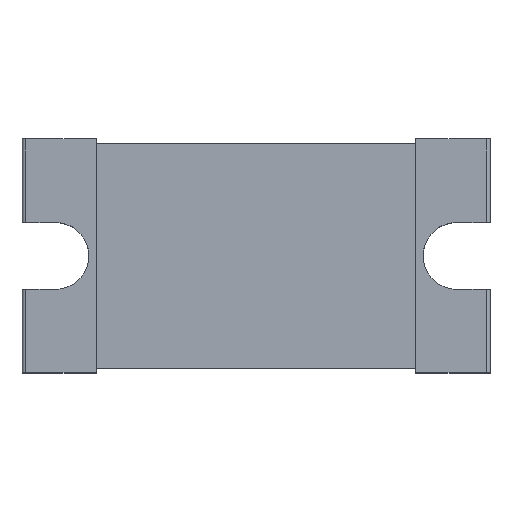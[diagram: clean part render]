
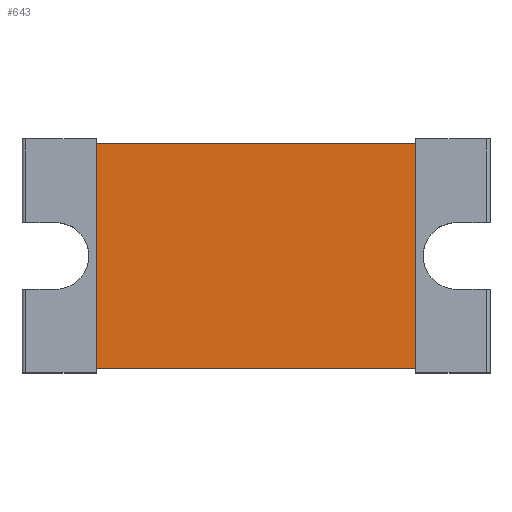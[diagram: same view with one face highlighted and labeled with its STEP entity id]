
A CAD part, top view. The second image highlights one B-rep face of the part: STEP entity #643.
In plain terms, the highlighted planar face has unit normal (0, 0, 1).
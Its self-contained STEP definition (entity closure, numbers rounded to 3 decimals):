
#37=PLANE($,#710);
#73=FACE_OUTER_BOUND($,#109,.T.);
#109=EDGE_LOOP($,(#589,#590,#591,#592));
#170=LINE($,#1074,#236);
#173=LINE($,#1080,#239);
#175=LINE($,#1083,#241);
#176=LINE($,#1085,#242);
#236=VECTOR($,#885,2.184);
#239=VECTOR($,#890,2.184);
#241=VECTOR($,#894,1.54);
#242=VECTOR($,#897,1.54);
#323=VERTEX_POINT($,#1071);
#324=VERTEX_POINT($,#1073);
#325=VERTEX_POINT($,#1077);
#326=VERTEX_POINT($,#1079);
#410=EDGE_CURVE($,#323,#324,#170,.T.);
#413=EDGE_CURVE($,#325,#326,#173,.T.);
#415=EDGE_CURVE($,#325,#324,#175,.T.);
#416=EDGE_CURVE($,#326,#323,#176,.T.);
#589=ORIENTED_EDGE($,*,*,#415,.T.);
#590=ORIENTED_EDGE($,*,*,#410,.F.);
#591=ORIENTED_EDGE($,*,*,#416,.F.);
#592=ORIENTED_EDGE($,*,*,#413,.F.);
#643=ADVANCED_FACE($,(#73),#37,.T.);
#710=AXIS2_PLACEMENT_3D($,#1084,#895,#896);
#885=DIRECTION($,(1.,0.,0.));
#890=DIRECTION($,(-1.,0.,0.));
#894=DIRECTION($,(0.,1.,0.));
#895=DIRECTION('center_axis',(0.,0.,1.));
#896=DIRECTION('ref_axis',(1.,0.,0.));
#897=DIRECTION($,(0.,1.,0.));
#1071=CARTESIAN_POINT('',(-1.092,0.77,0.635));
#1073=CARTESIAN_POINT('',(1.092,0.77,0.635));
#1074=CARTESIAN_POINT($,(-1.092,0.77,0.635));
#1077=CARTESIAN_POINT('',(1.092,-0.77,0.635));
#1079=CARTESIAN_POINT('',(-1.092,-0.77,0.635));
#1080=CARTESIAN_POINT($,(-1.092,-0.77,0.635));
#1083=CARTESIAN_POINT($,(1.092,0.,0.635));
#1084=CARTESIAN_POINT('Origin',(-1.092,0.,0.635));
#1085=CARTESIAN_POINT($,(-1.092,0.,0.635));
